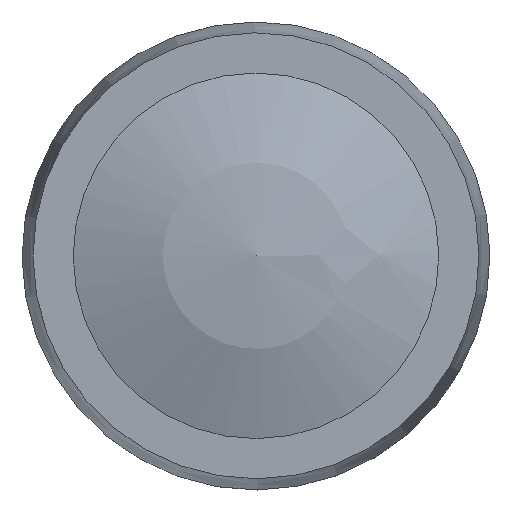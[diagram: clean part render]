
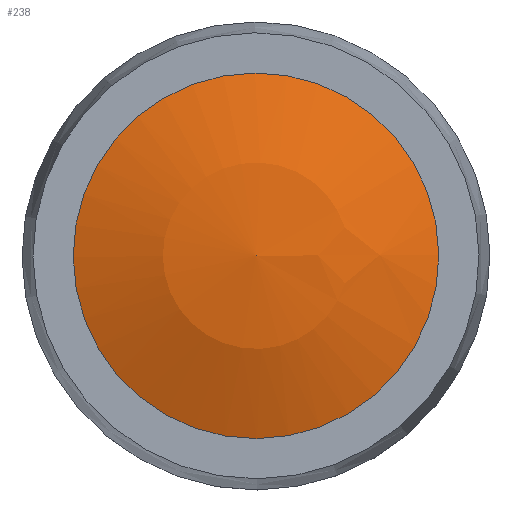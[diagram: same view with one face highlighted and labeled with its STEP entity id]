
A CAD part, top view. The second image highlights one B-rep face of the part: STEP entity #238.
In plain terms, the highlighted spherical face has radius 32.5 mm.
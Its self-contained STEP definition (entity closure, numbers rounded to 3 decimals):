
#238 = ADVANCED_FACE( '', ( #508 ), #509, .T. );
#508 = FACE_OUTER_BOUND( '', #778, .T. );
#509 = SPHERICAL_SURFACE( '', #779, 32.5 );
#778 = EDGE_LOOP( '', ( #1417 ) );
#779 = AXIS2_PLACEMENT_3D( '', #1418, #1419, #1420 );
#1417 = ORIENTED_EDGE( '', *, *, #1653, .T. );
#1418 = CARTESIAN_POINT( '', ( 0., 0., -4.5 ) );
#1419 = DIRECTION( '', ( 0., 0., 1. ) );
#1420 = DIRECTION( '', ( 1., 0.005, 0. ) );
#1653 = EDGE_CURVE( '', #2022, #2022, #2023, .T. );
#2022 = VERTEX_POINT( '', #2699 );
#2023 = CIRCLE( '', #2700, 12.5 );
#2699 = CARTESIAN_POINT( '', ( 0.069, -12.5, 25.5 ) );
#2700 = AXIS2_PLACEMENT_3D( '', #3031, #3032, #3033 );
#3031 = CARTESIAN_POINT( '', ( 0., 0., 25.5 ) );
#3032 = DIRECTION( '', ( 0., 0., 1. ) );
#3033 = DIRECTION( '', ( 0.005, -1., 0. ) );
